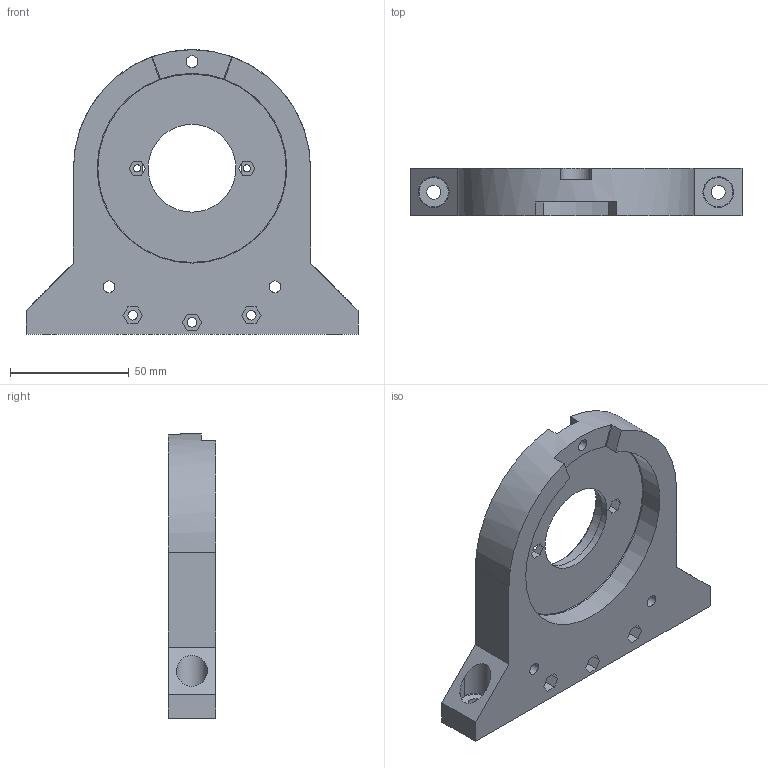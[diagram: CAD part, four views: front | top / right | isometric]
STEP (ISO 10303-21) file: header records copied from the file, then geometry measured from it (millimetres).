
FILE_DESCRIPTION((''),'2;1');
FILE_NAME('OBMP-TCU-1140','2023-10-11T18:42:37',('ccha425'),('Department of Mechanical Engineering, The University of Auckland'),'CREO PARAMETRIC BY PTC INC, 2017260','CREO PARAMETRIC BY PTC INC, 2017260','');
FILE_SCHEMA(('CONFIG_CONTROL_DESIGN'));
Length unit declared in the file: millimetre
Products named in the file (1): OBMP-TCU-1140
Bounding box: 140 x 20 x 120 mm (x, y, z)
Volume: 160509.8 mm3; surface area: 37257.9 mm2
Topology: 1 solids, 1 shells, 113 faces, 301 edges, 194 vertices
Faces by surface type: plane 56, cylinder 40, torus 11, cone 6
Entity records: 3682 total; most frequent: CARTESIAN_POINT 706, DIRECTION 620, ORIENTED_EDGE 602, EDGE_CURVE 301, AXIS2_PLACEMENT_3D 220, VERTEX_POINT 194, VECTOR 180, LINE 180
